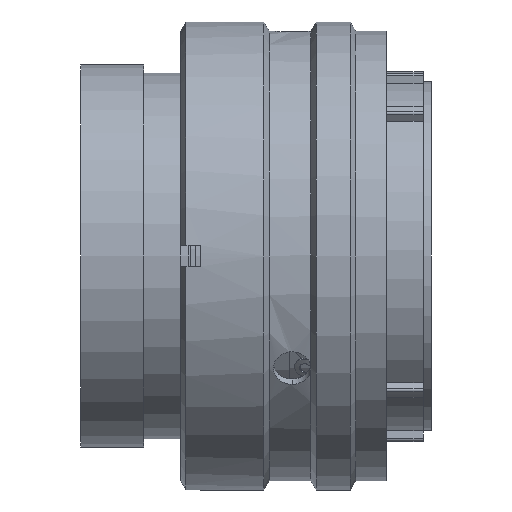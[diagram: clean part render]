
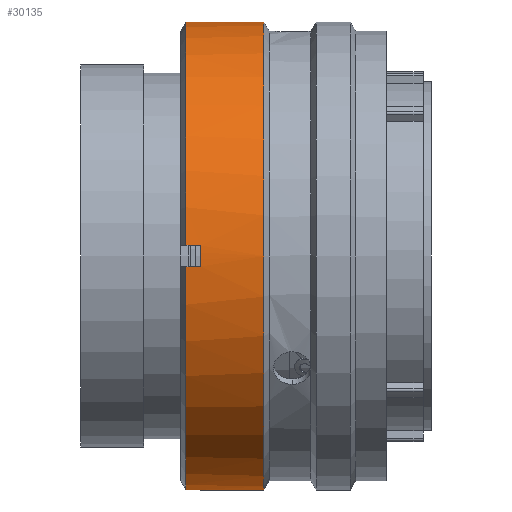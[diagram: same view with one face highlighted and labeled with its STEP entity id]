
A CAD part, front view. The second image highlights one B-rep face of the part: STEP entity #30135.
In plain terms, the highlighted cylindrical face has radius 22.25 mm (diameter 44.5 mm), a partial arc.
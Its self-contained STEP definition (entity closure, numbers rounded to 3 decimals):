
#219 = DIRECTION ( 'NONE',  ( 1., 0., 0. ) ) ;
#363 = DIRECTION ( 'NONE',  ( 0., 0., -1. ) ) ;
#817 = AXIS2_PLACEMENT_3D ( 'NONE', #31760, #108906, #70504 ) ;
#1481 = DIRECTION ( 'NONE',  ( 1., 0., 0. ) ) ;
#2476 = EDGE_CURVE ( 'NONE', #47451, #87810, #36590, .T. ) ;
#2958 = CARTESIAN_POINT ( 'NONE',  ( 11.42, -1., 22.228 ) ) ;
#3164 = VERTEX_POINT ( 'NONE', #46402 ) ;
#3586 = CARTESIAN_POINT ( 'NONE',  ( 11.42, 0., 0. ) ) ;
#5567 = DIRECTION ( 'NONE',  ( -1., 0., 0. ) ) ;
#6695 = CIRCLE ( 'NONE', #817, 22.25 ) ;
#7872 = AXIS2_PLACEMENT_3D ( 'NONE', #21602, #1481, #31281 ) ;
#7894 = LINE ( 'NONE', #45630, #18326 ) ;
#15616 = AXIS2_PLACEMENT_3D ( 'NONE', #72005, #81771, #44187 ) ;
#15866 = DIRECTION ( 'NONE',  ( 1., 0., 0. ) ) ;
#16040 = VECTOR ( 'NONE', #123637, 1000. ) ;
#16988 = VERTEX_POINT ( 'NONE', #72917 ) ;
#17315 = ORIENTED_EDGE ( 'NONE', *, *, #2476, .T. ) ;
#17731 = CYLINDRICAL_SURFACE ( 'NONE', #115591, 22.25 ) ;
#18271 = EDGE_CURVE ( 'NONE', #106625, #118480, #100557, .T. ) ;
#18326 = VECTOR ( 'NONE', #92535, 1000. ) ;
#20320 = CARTESIAN_POINT ( 'NONE',  ( 10.02, -22.228, 1. ) ) ;
#20786 = EDGE_LOOP ( 'NONE', ( #64138, #17315, #45022, #50446, #51105, #108606, #114425, #88678, #56196, #76602, #96045, #89543 ) ) ;
#21602 = CARTESIAN_POINT ( 'NONE',  ( 17.44, 0., 0. ) ) ;
#23316 = EDGE_CURVE ( 'NONE', #47451, #66536, #70187, .T. ) ;
#23674 = CARTESIAN_POINT ( 'NONE',  ( 17.44, 0., -22.25 ) ) ;
#23787 = LINE ( 'NONE', #56523, #26758 ) ;
#24242 = DIRECTION ( 'NONE',  ( 1., 0., 0. ) ) ;
#24655 = CARTESIAN_POINT ( 'NONE',  ( 29.07, -1., -22.228 ) ) ;
#26758 = VECTOR ( 'NONE', #113060, 1000. ) ;
#30135 = ADVANCED_FACE ( 'NONE', ( #61561 ), #17731, .T. ) ;
#30293 = VERTEX_POINT ( 'NONE', #99962 ) ;
#31281 = DIRECTION ( 'NONE',  ( 0., 0., -1. ) ) ;
#31760 = CARTESIAN_POINT ( 'NONE',  ( 10.02, 0., 0. ) ) ;
#35699 = CIRCLE ( 'NONE', #7872, 22.25 ) ;
#36144 = AXIS2_PLACEMENT_3D ( 'NONE', #73517, #15866, #83254 ) ;
#36590 = CIRCLE ( 'NONE', #78163, 22.25 ) ;
#38577 = CARTESIAN_POINT ( 'NONE',  ( 11.42, -22.228, 1. ) ) ;
#42041 = EDGE_CURVE ( 'NONE', #95358, #118702, #123620, .T. ) ;
#44187 = DIRECTION ( 'NONE',  ( 0., 0., 1. ) ) ;
#45022 = ORIENTED_EDGE ( 'NONE', *, *, #64218, .T. ) ;
#45630 = CARTESIAN_POINT ( 'NONE',  ( 29.07, -22.228, -1. ) ) ;
#46402 = CARTESIAN_POINT ( 'NONE',  ( 10.02, -22.228, -1. ) ) ;
#47451 = VERTEX_POINT ( 'NONE', #115410 ) ;
#47512 = CARTESIAN_POINT ( 'NONE',  ( 11.42, 0., -22.25 ) ) ;
#47854 = CARTESIAN_POINT ( 'NONE',  ( 29.07, 0., 22.25 ) ) ;
#50446 = ORIENTED_EDGE ( 'NONE', *, *, #62566, .T. ) ;
#51031 = VECTOR ( 'NONE', #5567, 1000. ) ;
#51105 = ORIENTED_EDGE ( 'NONE', *, *, #75493, .T. ) ;
#56196 = ORIENTED_EDGE ( 'NONE', *, *, #94005, .T. ) ;
#56361 = CARTESIAN_POINT ( 'NONE',  ( 11.42, -22.228, -1. ) ) ;
#56523 = CARTESIAN_POINT ( 'NONE',  ( 29.07, -22.228, 1. ) ) ;
#57876 = EDGE_CURVE ( 'NONE', #81557, #106625, #120066, .T. ) ;
#61069 = EDGE_CURVE ( 'NONE', #118702, #3164, #7894, .T. ) ;
#61406 = VECTOR ( 'NONE', #24242, 1000. ) ;
#61561 = FACE_OUTER_BOUND ( 'NONE', #20786, .T. ) ;
#61568 = LINE ( 'NONE', #111213, #51031 ) ;
#62566 = EDGE_CURVE ( 'NONE', #16988, #101487, #6695, .T. ) ;
#64138 = ORIENTED_EDGE ( 'NONE', *, *, #23316, .F. ) ;
#64218 = EDGE_CURVE ( 'NONE', #87810, #16988, #61568, .T. ) ;
#66376 = CARTESIAN_POINT ( 'NONE',  ( 10.02, 0., 0. ) ) ;
#66536 = VERTEX_POINT ( 'NONE', #96747 ) ;
#69876 = CARTESIAN_POINT ( 'NONE',  ( 11.42, -1., -22.228 ) ) ;
#70187 = LINE ( 'NONE', #47854, #16040 ) ;
#70504 = DIRECTION ( 'NONE',  ( 0., 0., -1. ) ) ;
#70868 = DIRECTION ( 'NONE',  ( 1., 0., 0. ) ) ;
#72005 = CARTESIAN_POINT ( 'NONE',  ( 11.42, 0., 0. ) ) ;
#72917 = CARTESIAN_POINT ( 'NONE',  ( 10.02, -1., 22.228 ) ) ;
#73517 = CARTESIAN_POINT ( 'NONE',  ( 11.42, 0., 0. ) ) ;
#74623 = CIRCLE ( 'NONE', #82686, 22.25 ) ;
#75493 = EDGE_CURVE ( 'NONE', #101487, #95358, #23787, .T. ) ;
#76602 = ORIENTED_EDGE ( 'NONE', *, *, #57876, .T. ) ;
#77291 = DIRECTION ( 'NONE',  ( 0., 0., -1. ) ) ;
#78163 = AXIS2_PLACEMENT_3D ( 'NONE', #3586, #70868, #120057 ) ;
#81557 = VERTEX_POINT ( 'NONE', #69876 ) ;
#81771 = DIRECTION ( 'NONE',  ( 1., 0., 0. ) ) ;
#82686 = AXIS2_PLACEMENT_3D ( 'NONE', #66376, #86691, #363 ) ;
#83254 = DIRECTION ( 'NONE',  ( 0., 0., 1. ) ) ;
#84313 = DIRECTION ( 'NONE',  ( 1., 0., 0. ) ) ;
#85121 = EDGE_CURVE ( 'NONE', #3164, #30293, #74623, .T. ) ;
#86539 = CARTESIAN_POINT ( 'NONE',  ( 29.07, 0., 0. ) ) ;
#86691 = DIRECTION ( 'NONE',  ( 1., 0., 0. ) ) ;
#86971 = LINE ( 'NONE', #24655, #61406 ) ;
#87810 = VERTEX_POINT ( 'NONE', #2958 ) ;
#88678 = ORIENTED_EDGE ( 'NONE', *, *, #85121, .T. ) ;
#89543 = ORIENTED_EDGE ( 'NONE', *, *, #105021, .F. ) ;
#92535 = DIRECTION ( 'NONE',  ( -1., 0., 0. ) ) ;
#94005 = EDGE_CURVE ( 'NONE', #30293, #81557, #86971, .T. ) ;
#95358 = VERTEX_POINT ( 'NONE', #38577 ) ;
#96045 = ORIENTED_EDGE ( 'NONE', *, *, #18271, .T. ) ;
#96747 = CARTESIAN_POINT ( 'NONE',  ( 17.44, 0., 22.25 ) ) ;
#99962 = CARTESIAN_POINT ( 'NONE',  ( 10.02, -1., -22.228 ) ) ;
#100557 = LINE ( 'NONE', #122474, #111140 ) ;
#101487 = VERTEX_POINT ( 'NONE', #20320 ) ;
#105021 = EDGE_CURVE ( 'NONE', #66536, #118480, #35699, .T. ) ;
#106625 = VERTEX_POINT ( 'NONE', #47512 ) ;
#108606 = ORIENTED_EDGE ( 'NONE', *, *, #42041, .T. ) ;
#108906 = DIRECTION ( 'NONE',  ( 1., 0., 0. ) ) ;
#111140 = VECTOR ( 'NONE', #84313, 1000. ) ;
#111213 = CARTESIAN_POINT ( 'NONE',  ( 29.07, -1., 22.228 ) ) ;
#113060 = DIRECTION ( 'NONE',  ( 1., 0., 0. ) ) ;
#114425 = ORIENTED_EDGE ( 'NONE', *, *, #61069, .T. ) ;
#115410 = CARTESIAN_POINT ( 'NONE',  ( 11.42, 0., 22.25 ) ) ;
#115591 = AXIS2_PLACEMENT_3D ( 'NONE', #86539, #219, #77291 ) ;
#118480 = VERTEX_POINT ( 'NONE', #23674 ) ;
#118702 = VERTEX_POINT ( 'NONE', #56361 ) ;
#120057 = DIRECTION ( 'NONE',  ( 0., 0., 1. ) ) ;
#120066 = CIRCLE ( 'NONE', #36144, 22.25 ) ;
#122474 = CARTESIAN_POINT ( 'NONE',  ( 29.07, 0., -22.25 ) ) ;
#123620 = CIRCLE ( 'NONE', #15616, 22.25 ) ;
#123637 = DIRECTION ( 'NONE',  ( 1., 0., 0. ) ) ;
